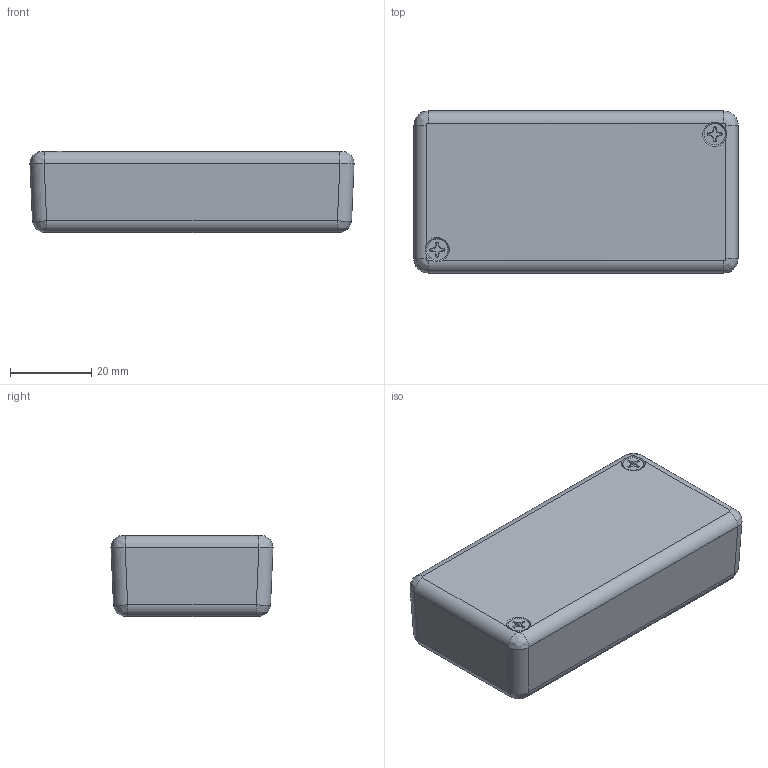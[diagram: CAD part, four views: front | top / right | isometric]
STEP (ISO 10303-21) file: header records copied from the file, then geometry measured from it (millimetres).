
FILE_DESCRIPTION(/* description */ (''),/* implementation_level */ '2;1');
FILE_NAME(/* name */ '1551K.iam.stp',/* time_stamp */ '2015-12-21T16:12:33-05:00',/* author */ ('rboehler'),/* organization */ (''),/* preprocessor_version */ 'ST-DEVELOPER v16.1',/* originating_system */ 'Autodesk Inventor 2016',/* authorisation */ '');
FILE_SCHEMA (('AUTOMOTIVE_DESIGN { 1 0 10303 214 3 1 1 }'));
Products named in the file (5): 1551K Box; 1551K-L Lid; 1551K PCB; #11501; 1551K
Assembly tree (3 placements, depth 2):
  #11501
  1551K
    1551K Box
    1551K-L Lid
    1551K PCB
Bounding box: 80 x 40 x 20 mm (x, y, z)
Volume: 22627.7 mm3; surface area: 26967.2 mm2
Topology: 5 solids, 5 shells, 367 faces, 953 edges, 624 vertices
Faces by surface type: plane 223, bspline 62, cylinder 42, cone 32, torus 8
Full cylindrical faces by diameter (mm): 1.5 x2, 2.5 x4, 2.946 x2, 3 x2, 3.5 x2, 5.232 x2
Entity records: 11476 total; most frequent: CARTESIAN_POINT 3509, ORIENTED_EDGE 1704, DIRECTION 1450, EDGE_CURVE 852, VERTEX_POINT 569, LINE 540, VECTOR 540, AXIS2_PLACEMENT_3D 455
